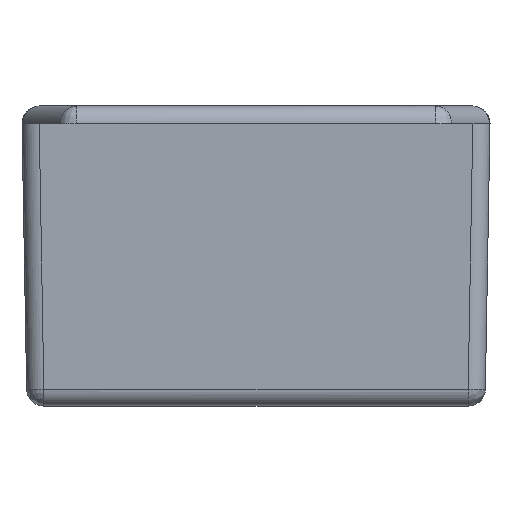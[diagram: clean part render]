
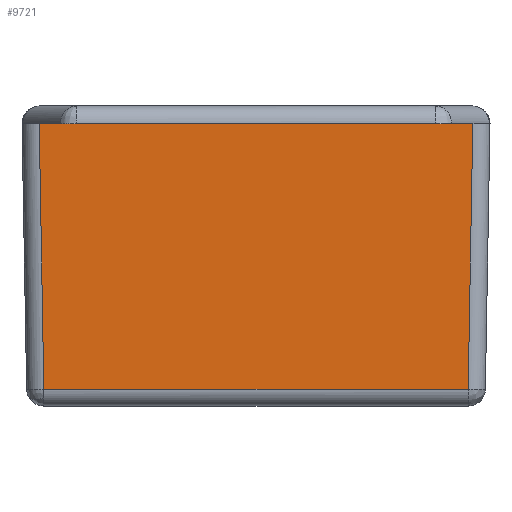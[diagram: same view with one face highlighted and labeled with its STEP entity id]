
A CAD part, front view. The second image highlights one B-rep face of the part: STEP entity #9721.
In plain terms, the highlighted planar face has unit normal (0, -1, -0.018).
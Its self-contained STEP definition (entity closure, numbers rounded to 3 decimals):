
#1678 = ORIENTED_EDGE ( 'NONE', *, *, #3742, .T. ) ;
#3742 = EDGE_CURVE ( 'NONE', #23316, #15117, #8662, .T. ) ;
#3990 = ORIENTED_EDGE ( 'NONE', *, *, #27808, .T. ) ;
#6966 = CARTESIAN_POINT ( 'NONE',  ( 88.839, 68.459, -38.844 ) ) ;
#8662 = LINE ( 'NONE', #20185, #26384 ) ;
#9721 = ADVANCED_FACE ( 'NONE', ( #25970 ), #17388, .T. ) ;
#10528 = CARTESIAN_POINT ( 'NONE',  ( 74.339, 67.786, -0.3 ) ) ;
#10833 = DIRECTION ( 'NONE',  ( 0., 0.017, -1. ) ) ;
#10947 = VECTOR ( 'NONE', #26803, 1000. ) ;
#12040 = DIRECTION ( 'NONE',  ( -1., 0., 0. ) ) ;
#12178 = EDGE_LOOP ( 'NONE', ( #3990, #1678, #34915, #17415 ) ) ;
#13478 = DIRECTION ( 'NONE',  ( 0.017, 0.017, -1. ) ) ;
#15117 = VERTEX_POINT ( 'NONE', #39305 ) ;
#16888 = CARTESIAN_POINT ( 'NONE',  ( 136.667, 68.459, -38.844 ) ) ;
#17388 = PLANE ( 'NONE',  #27140 ) ;
#17415 = ORIENTED_EDGE ( 'NONE', *, *, #33372, .T. ) ;
#17549 = VECTOR ( 'NONE', #36848, 1000. ) ;
#19792 = LINE ( 'NONE', #16888, #10947 ) ;
#20185 = CARTESIAN_POINT ( 'NONE',  ( 74.339, 67.786, -0.3 ) ) ;
#21065 = VERTEX_POINT ( 'NONE', #34075 ) ;
#21365 = VECTOR ( 'NONE', #12040, 1000. ) ;
#22652 = EDGE_CURVE ( 'NONE', #21065, #15117, #27472, .T. ) ;
#23316 = VERTEX_POINT ( 'NONE', #10528 ) ;
#25970 = FACE_OUTER_BOUND ( 'NONE', #12178, .T. ) ;
#26384 = VECTOR ( 'NONE', #13478, 1000. ) ;
#26803 = DIRECTION ( 'NONE',  ( 0.017, -0.017, 1. ) ) ;
#27140 = AXIS2_PLACEMENT_3D ( 'NONE', #40615, #30771, #10833 ) ;
#27472 = LINE ( 'NONE', #6966, #17549 ) ;
#27808 = EDGE_CURVE ( 'NONE', #38757, #23316, #31239, .T. ) ;
#28634 = CARTESIAN_POINT ( 'NONE',  ( 71.839, 67.786, -0.3 ) ) ;
#30771 = DIRECTION ( 'NONE',  ( 0., -1., -0.017 ) ) ;
#31239 = LINE ( 'NONE', #28634, #21365 ) ;
#33372 = EDGE_CURVE ( 'NONE', #21065, #38757, #19792, .T. ) ;
#34075 = CARTESIAN_POINT ( 'NONE',  ( 136.667, 68.459, -38.844 ) ) ;
#34915 = ORIENTED_EDGE ( 'NONE', *, *, #22652, .F. ) ;
#36848 = DIRECTION ( 'NONE',  ( -1., 0., 0. ) ) ;
#38757 = VERTEX_POINT ( 'NONE', #39635 ) ;
#39305 = CARTESIAN_POINT ( 'NONE',  ( 75.012, 68.459, -38.844 ) ) ;
#39635 = CARTESIAN_POINT ( 'NONE',  ( 137.34, 67.786, -0.3 ) ) ;
#40615 = CARTESIAN_POINT ( 'NONE',  ( 71.839, 67.786, -0.3 ) ) ;
